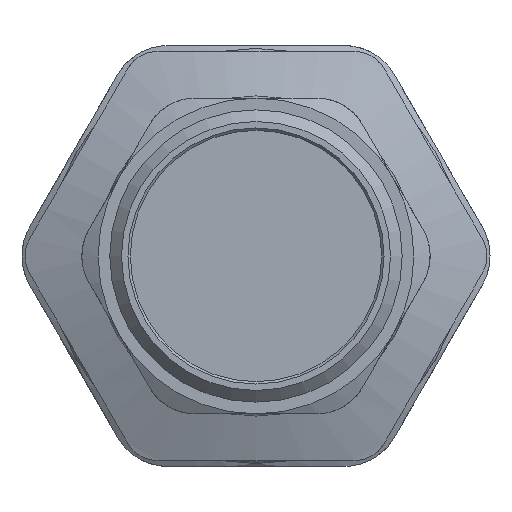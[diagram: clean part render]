
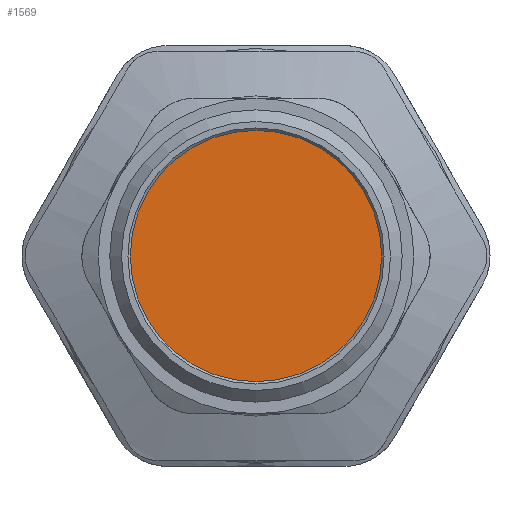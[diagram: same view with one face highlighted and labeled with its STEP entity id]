
A CAD part, front view. The second image highlights one B-rep face of the part: STEP entity #1569.
In plain terms, the highlighted planar face has unit normal (0, -1, 0).
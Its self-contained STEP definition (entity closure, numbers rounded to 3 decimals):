
#206=FACE_OUTER_BOUND('',#300,.T.);
#300=EDGE_LOOP('',(#999));
#539=CIRCLE('',#1691,10.75);
#601=VERTEX_POINT('',#2446);
#758=EDGE_CURVE('',#601,#601,#539,.T.);
#999=ORIENTED_EDGE('',*,*,#758,.F.);
#1442=PLANE('',#1690);
#1569=ADVANCED_FACE('',(#206),#1442,.F.);
#1690=AXIS2_PLACEMENT_3D('',#2445,#1843,#1844);
#1691=AXIS2_PLACEMENT_3D('',#2447,#1845,#1846);
#1843=DIRECTION('center_axis',(0.,1.,0.));
#1844=DIRECTION('ref_axis',(0.,0.,1.));
#1845=DIRECTION('center_axis',(0.,1.,0.));
#1846=DIRECTION('ref_axis',(1.,0.,0.));
#2445=CARTESIAN_POINT('Origin',(-3.623,-14.978,0.));
#2446=CARTESIAN_POINT('',(-14.373,-14.978,0.));
#2447=CARTESIAN_POINT('Origin',(-3.623,-14.978,0.));
